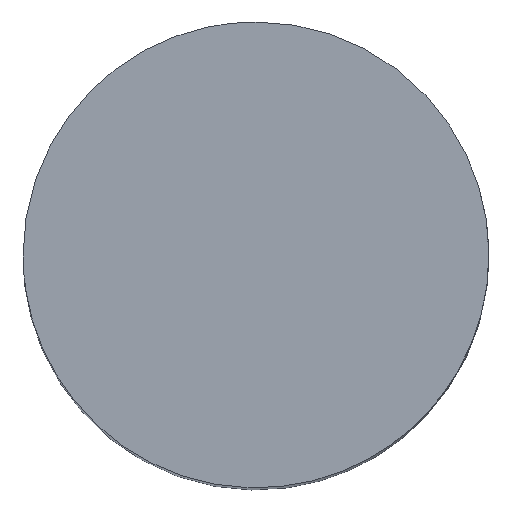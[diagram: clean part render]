
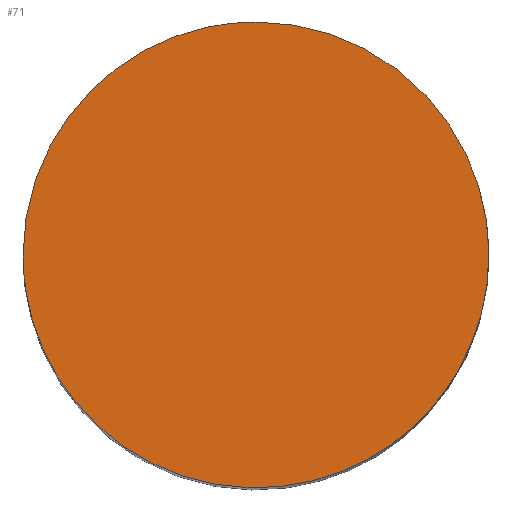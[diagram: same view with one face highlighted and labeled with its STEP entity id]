
A CAD part, top view. The second image highlights one B-rep face of the part: STEP entity #71.
In plain terms, the highlighted free-form (B-spline) face has degree [1, 1] with [2, 2] control points.
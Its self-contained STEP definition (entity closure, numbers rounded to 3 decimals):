
#34 = VERTEX_POINT('',#35);
#35 = CARTESIAN_POINT('',(-5.076,0.,
    27.215));
#40 = EDGE_CURVE('',#34,#41,#43,.T.);
#41 = VERTEX_POINT('',#42);
#42 = CARTESIAN_POINT('',(0.,5.076,
    27.215));
#43 = ( BOUNDED_CURVE() B_SPLINE_CURVE(2,(#44,#45,#46),.UNSPECIFIED.,.F.
,.F.) B_SPLINE_CURVE_WITH_KNOTS((3,3),(4.712,6.283),
.PIECEWISE_BEZIER_KNOTS.) CURVE() GEOMETRIC_REPRESENTATION_ITEM() 
RATIONAL_B_SPLINE_CURVE((1.,0.707,1.)) REPRESENTATION_ITEM('') 
  );
#44 = CARTESIAN_POINT('',(-5.076,0.,
    27.215));
#45 = CARTESIAN_POINT('',(-5.076,5.076,27.215
    ));
#46 = CARTESIAN_POINT('',(0.,5.076,
    27.215));
#48 = EDGE_CURVE('',#41,#34,#49,.T.);
#49 = ( BOUNDED_CURVE() B_SPLINE_CURVE(2,(#50,#51,#52,#53,#54),
.UNSPECIFIED.,.F.,.F.) B_SPLINE_CURVE_WITH_KNOTS((3,2,3),(0.,
2.356,4.712),.PIECEWISE_BEZIER_KNOTS.) CURVE() 
GEOMETRIC_REPRESENTATION_ITEM() RATIONAL_B_SPLINE_CURVE((1.,
0.383,1.,0.383,1.)) REPRESENTATION_ITEM('') );
#50 = CARTESIAN_POINT('',(0.,5.076,
    27.215));
#51 = CARTESIAN_POINT('',(12.253,5.076,27.215
    ));
#52 = CARTESIAN_POINT('',(3.589,-3.589,27.215
    ));
#53 = CARTESIAN_POINT('',(-5.076,-12.253,
    27.215));
#54 = CARTESIAN_POINT('',(-5.076,0.,
    27.215));
#71 = ADVANCED_FACE('',(#72),#76,.F.);
#72 = FACE_BOUND('',#73,.T.);
#73 = EDGE_LOOP('',(#74,#75));
#74 = ORIENTED_EDGE('',*,*,#48,.F.);
#75 = ORIENTED_EDGE('',*,*,#40,.F.);
#76 = B_SPLINE_SURFACE_WITH_KNOTS('',1,1,(
    (#77,#78)
    ,(#79,#80
    )),.UNSPECIFIED.,.F.,.F.,.F.,(2,2),(2,2),(-4.737,
    4.737),(-4.737,4.737),
  .PIECEWISE_BEZIER_KNOTS.);
#77 = CARTESIAN_POINT('',(5.076,-5.076,27.215
    ));
#78 = CARTESIAN_POINT('',(5.076,5.076,27.215)
  );
#79 = CARTESIAN_POINT('',(-5.076,-5.076,
    27.215));
#80 = CARTESIAN_POINT('',(-5.076,5.076,27.215
    ));
